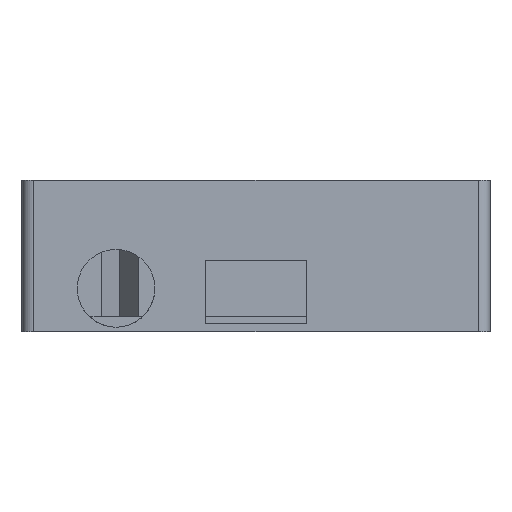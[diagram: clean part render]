
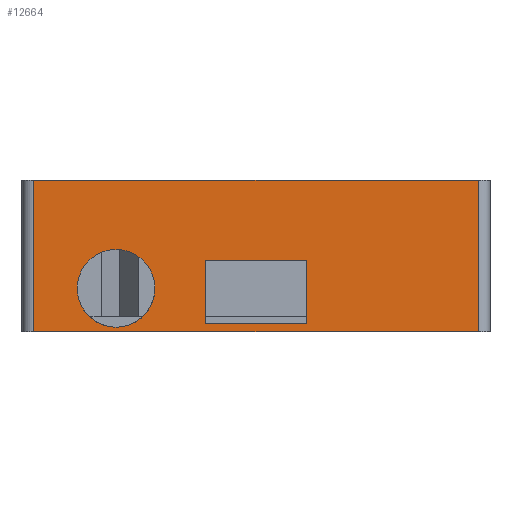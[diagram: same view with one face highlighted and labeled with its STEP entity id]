
A CAD part, front view. The second image highlights one B-rep face of the part: STEP entity #12664.
In plain terms, the highlighted planar face has unit normal (0, -1, 0).
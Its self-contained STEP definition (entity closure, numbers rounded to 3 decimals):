
#521 = LINE ( 'NONE', #10273, #15582 ) ;
#962 = ORIENTED_EDGE ( 'NONE', *, *, #11140, .T. ) ;
#1169 = DIRECTION ( 'NONE',  ( 1., 0., 0. ) ) ;
#2274 = DIRECTION ( 'NONE',  ( 0., 0., -1. ) ) ;
#2363 = VECTOR ( 'NONE', #27766, 1000. ) ;
#2709 = VERTEX_POINT ( 'NONE', #14385 ) ;
#3155 = VECTOR ( 'NONE', #2274, 1000. ) ;
#3708 = EDGE_LOOP ( 'NONE', ( #26657, #6354, #24666, #962 ) ) ;
#4059 = CARTESIAN_POINT ( 'NONE',  ( -58.6, -2.7, 10. ) ) ;
#4606 = ORIENTED_EDGE ( 'NONE', *, *, #6662, .F. ) ;
#4653 = LINE ( 'NONE', #9485, #3155 ) ;
#4848 = CARTESIAN_POINT ( 'NONE',  ( -43., -2.7, -3.913 ) ) ;
#5663 = CARTESIAN_POINT ( 'NONE',  ( -36.5, -2.7, -8.386 ) ) ;
#6117 = VERTEX_POINT ( 'NONE', #4059 ) ;
#6354 = ORIENTED_EDGE ( 'NONE', *, *, #23251, .T. ) ;
#6662 = EDGE_CURVE ( 'NONE', #28518, #27489, #16982, .T. ) ;
#6786 = DIRECTION ( 'NONE',  ( -1., 0., 0. ) ) ;
#6814 = VECTOR ( 'NONE', #6786, 1000. ) ;
#7455 = DIRECTION ( 'NONE',  ( 0., 0., -1. ) ) ;
#7580 = CARTESIAN_POINT ( 'NONE',  ( -23.5, -2.7, -0.386 ) ) ;
#8436 = CARTESIAN_POINT ( 'NONE',  ( -36.5, -2.7, -0.386 ) ) ;
#8526 = CARTESIAN_POINT ( 'NONE',  ( -48., -2.7, -3.913 ) ) ;
#9058 = DIRECTION ( 'NONE',  ( -1., 0., 0. ) ) ;
#9485 = CARTESIAN_POINT ( 'NONE',  ( -36.5, -2.7, -0.386 ) ) ;
#9671 = PLANE ( 'NONE',  #22379 ) ;
#10225 = EDGE_CURVE ( 'NONE', #20755, #13022, #11582, .T. ) ;
#10273 = CARTESIAN_POINT ( 'NONE',  ( -23.5, -2.7, -0.386 ) ) ;
#10275 = DIRECTION ( 'NONE',  ( 0., 1., 0. ) ) ;
#10841 = ORIENTED_EDGE ( 'NONE', *, *, #29887, .F. ) ;
#11140 = EDGE_CURVE ( 'NONE', #6117, #13022, #24468, .T. ) ;
#11582 = LINE ( 'NONE', #21274, #2363 ) ;
#11743 = EDGE_CURVE ( 'NONE', #2709, #6117, #28733, .T. ) ;
#12159 = VECTOR ( 'NONE', #20178, 1000. ) ;
#12664 = ADVANCED_FACE ( 'NONE', ( #26930, #17269, #29189 ), #9671, .F. ) ;
#12994 = LINE ( 'NONE', #5663, #12159 ) ;
#13022 = VERTEX_POINT ( 'NONE', #16412 ) ;
#14059 = ORIENTED_EDGE ( 'NONE', *, *, #21805, .F. ) ;
#14385 = CARTESIAN_POINT ( 'NONE',  ( -1.4, -2.7, 10. ) ) ;
#14982 = VERTEX_POINT ( 'NONE', #7580 ) ;
#15160 = VERTEX_POINT ( 'NONE', #22991 ) ;
#15212 = EDGE_CURVE ( 'NONE', #27489, #28518, #21992, .T. ) ;
#15388 = DIRECTION ( 'NONE',  ( 1., 0., 0. ) ) ;
#15582 = VECTOR ( 'NONE', #24867, 1000. ) ;
#15840 = VECTOR ( 'NONE', #22304, 1000. ) ;
#15855 = DIRECTION ( 'NONE',  ( 0., -1., 0. ) ) ;
#16412 = CARTESIAN_POINT ( 'NONE',  ( -58.6, -2.7, -9.5 ) ) ;
#16982 = CIRCLE ( 'NONE', #30173, 5. ) ;
#17269 = FACE_BOUND ( 'NONE', #27648, .T. ) ;
#17609 = VERTEX_POINT ( 'NONE', #31268 ) ;
#17702 = LINE ( 'NONE', #27355, #15840 ) ;
#17779 = CARTESIAN_POINT ( 'NONE',  ( -48., -2.7, -3.913 ) ) ;
#18853 = CARTESIAN_POINT ( 'NONE',  ( -53., -2.7, -3.913 ) ) ;
#18954 = VERTEX_POINT ( 'NONE', #8436 ) ;
#19763 = VECTOR ( 'NONE', #9058, 1000. ) ;
#19835 = CARTESIAN_POINT ( 'NONE',  ( 0., -2.7, -7.5 ) ) ;
#20178 = DIRECTION ( 'NONE',  ( 1., 0., 0. ) ) ;
#20242 = VECTOR ( 'NONE', #7455, 1000. ) ;
#20755 = VERTEX_POINT ( 'NONE', #29495 ) ;
#21274 = CARTESIAN_POINT ( 'NONE',  ( 0., -2.7, -9.5 ) ) ;
#21805 = EDGE_CURVE ( 'NONE', #18954, #17609, #4653, .T. ) ;
#21992 = CIRCLE ( 'NONE', #28557, 5. ) ;
#22304 = DIRECTION ( 'NONE',  ( 0., 0., 1. ) ) ;
#22379 = AXIS2_PLACEMENT_3D ( 'NONE', #19835, #10275, #24410 ) ;
#22991 = CARTESIAN_POINT ( 'NONE',  ( -23.5, -2.7, -8.386 ) ) ;
#23071 = LINE ( 'NONE', #31281, #6814 ) ;
#23251 = EDGE_CURVE ( 'NONE', #20755, #2709, #17702, .T. ) ;
#23838 = EDGE_LOOP ( 'NONE', ( #4606, #30710 ) ) ;
#24410 = DIRECTION ( 'NONE',  ( -1., 0., 0. ) ) ;
#24468 = LINE ( 'NONE', #29243, #20242 ) ;
#24621 = EDGE_CURVE ( 'NONE', #17609, #15160, #12994, .T. ) ;
#24666 = ORIENTED_EDGE ( 'NONE', *, *, #11743, .T. ) ;
#24867 = DIRECTION ( 'NONE',  ( 0., 0., 1. ) ) ;
#25506 = DIRECTION ( 'NONE',  ( 0., -1., 0. ) ) ;
#25865 = ORIENTED_EDGE ( 'NONE', *, *, #27911, .F. ) ;
#25870 = CARTESIAN_POINT ( 'NONE',  ( 0., -2.7, 10. ) ) ;
#26657 = ORIENTED_EDGE ( 'NONE', *, *, #10225, .F. ) ;
#26930 = FACE_BOUND ( 'NONE', #23838, .T. ) ;
#27355 = CARTESIAN_POINT ( 'NONE',  ( -1.4, -2.7, -7.5 ) ) ;
#27484 = ORIENTED_EDGE ( 'NONE', *, *, #24621, .F. ) ;
#27489 = VERTEX_POINT ( 'NONE', #18853 ) ;
#27648 = EDGE_LOOP ( 'NONE', ( #25865, #10841, #27484, #14059 ) ) ;
#27766 = DIRECTION ( 'NONE',  ( -1., 0., 0. ) ) ;
#27911 = EDGE_CURVE ( 'NONE', #14982, #18954, #23071, .T. ) ;
#28518 = VERTEX_POINT ( 'NONE', #4848 ) ;
#28557 = AXIS2_PLACEMENT_3D ( 'NONE', #8526, #25506, #1169 ) ;
#28733 = LINE ( 'NONE', #25870, #19763 ) ;
#29189 = FACE_OUTER_BOUND ( 'NONE', #3708, .T. ) ;
#29243 = CARTESIAN_POINT ( 'NONE',  ( -58.6, -2.7, -7.5 ) ) ;
#29495 = CARTESIAN_POINT ( 'NONE',  ( -1.4, -2.7, -9.5 ) ) ;
#29887 = EDGE_CURVE ( 'NONE', #15160, #14982, #521, .T. ) ;
#30173 = AXIS2_PLACEMENT_3D ( 'NONE', #17779, #15855, #15388 ) ;
#30710 = ORIENTED_EDGE ( 'NONE', *, *, #15212, .F. ) ;
#31268 = CARTESIAN_POINT ( 'NONE',  ( -36.5, -2.7, -8.386 ) ) ;
#31281 = CARTESIAN_POINT ( 'NONE',  ( -36.5, -2.7, -0.386 ) ) ;
